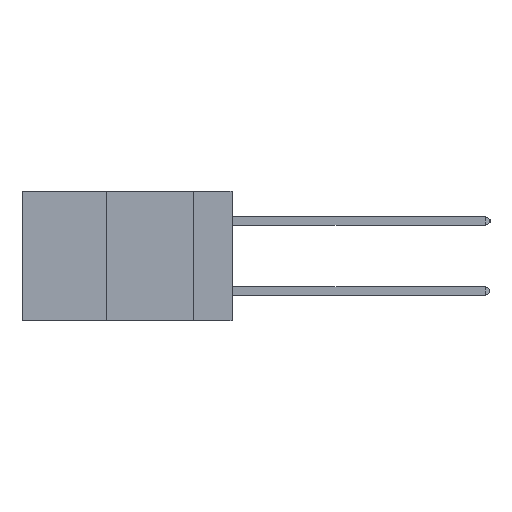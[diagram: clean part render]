
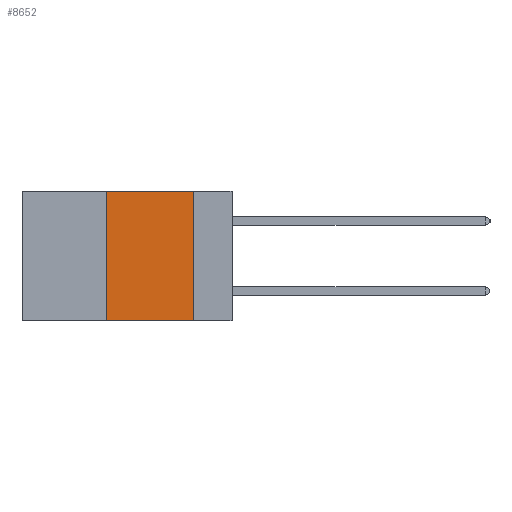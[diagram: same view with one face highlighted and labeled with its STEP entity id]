
A CAD part, left-side view. The second image highlights one B-rep face of the part: STEP entity #8652.
In plain terms, the highlighted planar face has unit normal (-1, 0, 0).
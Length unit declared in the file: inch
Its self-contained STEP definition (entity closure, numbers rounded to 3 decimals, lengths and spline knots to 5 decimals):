
#178 = VERTEX_POINT ( 'NONE', #4820 ) ;
#211 = ORIENTED_EDGE ( 'NONE', *, *, #4152, .F. ) ;
#349 = VECTOR ( 'NONE', #14234, 39.37008 ) ;
#1448 = DIRECTION ( 'NONE',  ( 0., 0., 1. ) ) ;
#1753 = EDGE_CURVE ( 'NONE', #178, #13795, #4137, .T. ) ;
#1819 = CARTESIAN_POINT ( 'NONE',  ( 0., 0.36, 0. ) ) ;
#2683 = VECTOR ( 'NONE', #12594, 39.37008 ) ;
#3757 = ORIENTED_EDGE ( 'NONE', *, *, #1753, .F. ) ;
#3889 = LINE ( 'NONE', #6454, #349 ) ;
#4137 = LINE ( 'NONE', #4280, #11703 ) ;
#4152 = EDGE_CURVE ( 'NONE', #13795, #10622, #14074, .T. ) ;
#4280 = CARTESIAN_POINT ( 'NONE',  ( 0., 0.36, 0. ) ) ;
#4820 = CARTESIAN_POINT ( 'NONE',  ( 0., 0.36, -0.37 ) ) ;
#6454 = CARTESIAN_POINT ( 'NONE',  ( 0., 0.11, 0. ) ) ;
#6910 = PLANE ( 'NONE',  #8672 ) ;
#8005 = ORIENTED_EDGE ( 'NONE', *, *, #9051, .F. ) ;
#8054 = DIRECTION ( 'NONE',  ( 0., 0., -1. ) ) ;
#8652 = ADVANCED_FACE ( 'NONE', ( #11476 ), #6910, .F. ) ;
#8672 = AXIS2_PLACEMENT_3D ( 'NONE', #11387, #14699, #8054 ) ;
#9051 = EDGE_CURVE ( 'NONE', #10622, #10673, #3889, .T. ) ;
#9926 = CARTESIAN_POINT ( 'NONE',  ( 0., 0.11, -0.37 ) ) ;
#10367 = CARTESIAN_POINT ( 'NONE',  ( 0., 0.6, -0.37 ) ) ;
#10622 = VERTEX_POINT ( 'NONE', #14253 ) ;
#10673 = VERTEX_POINT ( 'NONE', #9926 ) ;
#11134 = VECTOR ( 'NONE', #12316, 39.37008 ) ;
#11387 = CARTESIAN_POINT ( 'NONE',  ( 0., 0.6, 0. ) ) ;
#11476 = FACE_OUTER_BOUND ( 'NONE', #11926, .T. ) ;
#11703 = VECTOR ( 'NONE', #1448, 39.37008 ) ;
#11748 = EDGE_CURVE ( 'NONE', #178, #10673, #12097, .T. ) ;
#11926 = EDGE_LOOP ( 'NONE', ( #8005, #211, #3757, #13081 ) ) ;
#12097 = LINE ( 'NONE', #10367, #2683 ) ;
#12316 = DIRECTION ( 'NONE',  ( 0., -1., 0. ) ) ;
#12483 = CARTESIAN_POINT ( 'NONE',  ( 0., 0.6, 0. ) ) ;
#12594 = DIRECTION ( 'NONE',  ( 0., -1., 0. ) ) ;
#13081 = ORIENTED_EDGE ( 'NONE', *, *, #11748, .T. ) ;
#13795 = VERTEX_POINT ( 'NONE', #1819 ) ;
#14074 = LINE ( 'NONE', #12483, #11134 ) ;
#14234 = DIRECTION ( 'NONE',  ( 0., 0., -1. ) ) ;
#14253 = CARTESIAN_POINT ( 'NONE',  ( 0., 0.11, 0. ) ) ;
#14699 = DIRECTION ( 'NONE',  ( 1., 0., 0. ) ) ;
